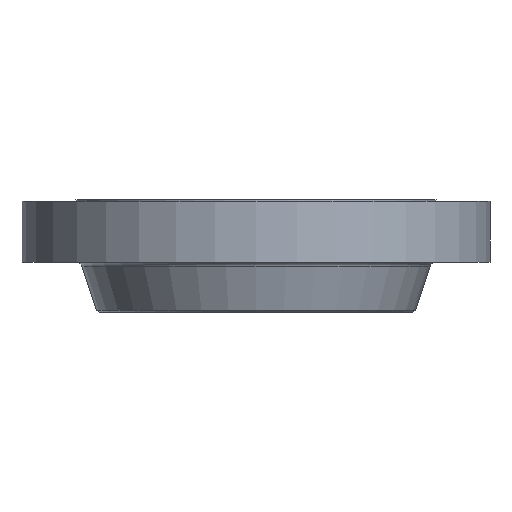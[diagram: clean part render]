
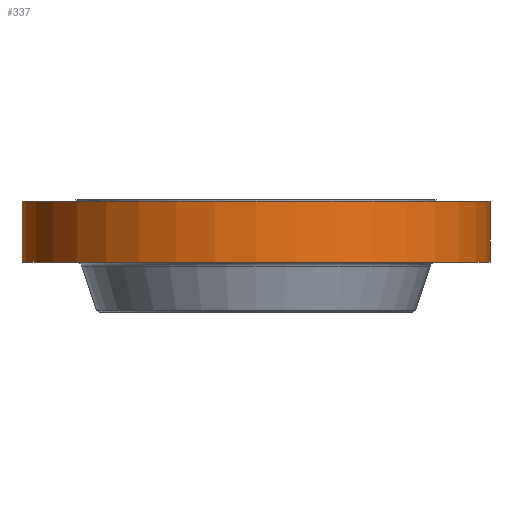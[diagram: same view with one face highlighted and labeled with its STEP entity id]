
A CAD part, front view. The second image highlights one B-rep face of the part: STEP entity #337.
In plain terms, the highlighted cylindrical face has radius 823.913 mm (diameter 1647.83 mm), a partial arc.
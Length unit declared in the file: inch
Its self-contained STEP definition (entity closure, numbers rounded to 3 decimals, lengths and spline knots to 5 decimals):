
#46 = CARTESIAN_POINT ( 'NONE',  ( 32.4375, 0., -8.6875 ) ) ;
#77 = VERTEX_POINT ( 'NONE', #338 ) ;
#266 = EDGE_CURVE ( 'NONE', #1032, #838, #971, .T. ) ;
#337 = ADVANCED_FACE ( 'NONE', ( #629 ), #1845, .T. ) ;
#338 = CARTESIAN_POINT ( 'NONE',  ( 32.4375, 0., -0.25 ) ) ;
#435 = AXIS2_PLACEMENT_3D ( 'NONE', #660, #798, #2049 ) ;
#553 = DIRECTION ( 'NONE',  ( 0., 0., 1. ) ) ;
#561 = VECTOR ( 'NONE', #2252, 39.37008 ) ;
#573 = CARTESIAN_POINT ( 'NONE',  ( -32.4375, 0., 0. ) ) ;
#597 = CARTESIAN_POINT ( 'NONE',  ( -32.4375, 0., -8.6875 ) ) ;
#621 = DIRECTION ( 'NONE',  ( 0., 0., 1. ) ) ;
#629 = FACE_OUTER_BOUND ( 'NONE', #1393, .T. ) ;
#660 = CARTESIAN_POINT ( 'NONE',  ( 0., 0., -0.25 ) ) ;
#779 = DIRECTION ( 'NONE',  ( 0., 0., 1. ) ) ;
#798 = DIRECTION ( 'NONE',  ( 0., 0., 1. ) ) ;
#819 = AXIS2_PLACEMENT_3D ( 'NONE', #1668, #779, #1537 ) ;
#838 = VERTEX_POINT ( 'NONE', #46 ) ;
#947 = ORIENTED_EDGE ( 'NONE', *, *, #1018, .F. ) ;
#971 = CIRCLE ( 'NONE', #819, 32.4375 ) ;
#999 = LINE ( 'NONE', #1714, #561 ) ;
#1018 = EDGE_CURVE ( 'NONE', #1247, #77, #1416, .T. ) ;
#1032 = VERTEX_POINT ( 'NONE', #597 ) ;
#1049 = ORIENTED_EDGE ( 'NONE', *, *, #1493, .F. ) ;
#1247 = VERTEX_POINT ( 'NONE', #2206 ) ;
#1329 = EDGE_CURVE ( 'NONE', #838, #77, #999, .T. ) ;
#1350 = VECTOR ( 'NONE', #553, 39.37008 ) ;
#1393 = EDGE_LOOP ( 'NONE', ( #1049, #1968, #1733, #947 ) ) ;
#1416 = CIRCLE ( 'NONE', #435, 32.4375 ) ;
#1483 = CARTESIAN_POINT ( 'NONE',  ( 0., 0., 0. ) ) ;
#1493 = EDGE_CURVE ( 'NONE', #1032, #1247, #1626, .T. ) ;
#1537 = DIRECTION ( 'NONE',  ( 1., 0., 0. ) ) ;
#1626 = LINE ( 'NONE', #573, #1350 ) ;
#1668 = CARTESIAN_POINT ( 'NONE',  ( 0., 0., -8.6875 ) ) ;
#1714 = CARTESIAN_POINT ( 'NONE',  ( 32.4375, 0., 0. ) ) ;
#1733 = ORIENTED_EDGE ( 'NONE', *, *, #1329, .T. ) ;
#1845 = CYLINDRICAL_SURFACE ( 'NONE', #1877, 32.4375 ) ;
#1877 = AXIS2_PLACEMENT_3D ( 'NONE', #1483, #621, #2200 ) ;
#1968 = ORIENTED_EDGE ( 'NONE', *, *, #266, .T. ) ;
#2049 = DIRECTION ( 'NONE',  ( 1., 0., 0. ) ) ;
#2200 = DIRECTION ( 'NONE',  ( 1., 0., 0. ) ) ;
#2206 = CARTESIAN_POINT ( 'NONE',  ( -32.4375, 0., -0.25 ) ) ;
#2252 = DIRECTION ( 'NONE',  ( 0., 0., 1. ) ) ;
